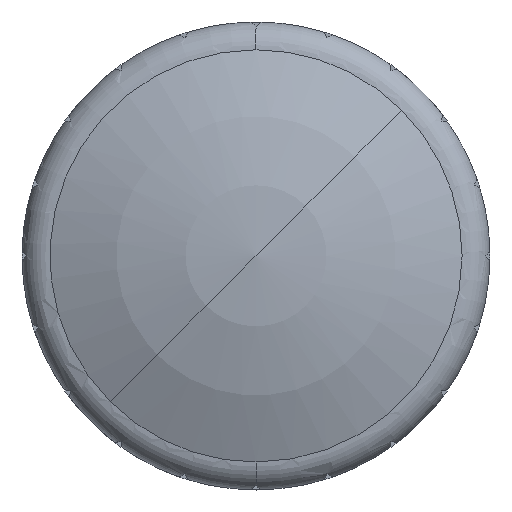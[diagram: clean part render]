
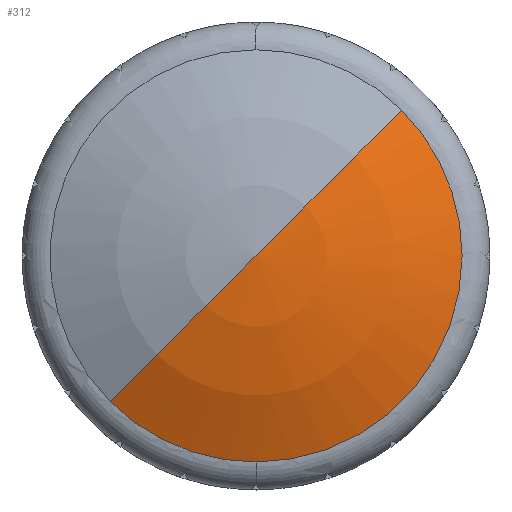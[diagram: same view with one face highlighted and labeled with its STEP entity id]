
A CAD part, top view. The second image highlights one B-rep face of the part: STEP entity #312.
In plain terms, the highlighted spherical face has radius 17.29 mm.
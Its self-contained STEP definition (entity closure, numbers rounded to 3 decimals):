
#312=ADVANCED_FACE('',(#651),#652,.T.);
#651=FACE_OUTER_BOUND('',#1021,.T.);
#652=SPHERICAL_SURFACE('',#1022,17.29);
#1021=EDGE_LOOP('',(#1914,#1915,#1916,#1917,#1918));
#1022=AXIS2_PLACEMENT_3D('',#1919,#1920,#1921);
#1914=ORIENTED_EDGE('',*,*,#2211,.T.);
#1915=ORIENTED_EDGE('',*,*,#2214,.T.);
#1916=ORIENTED_EDGE('',*,*,#2364,.T.);
#1917=ORIENTED_EDGE('',*,*,#2281,.T.);
#1918=ORIENTED_EDGE('',*,*,#2280,.T.);
#1919=CARTESIAN_POINT('',(0.0,0.0,1.71));
#1920=DIRECTION('',(0.0,0.0,1.0));
#1921=DIRECTION('',(0.707,0.707,0.0));
#2211=EDGE_CURVE('',#2633,#2634,#2635,.T.);
#2214=EDGE_CURVE('',#2634,#2638,#2640,.T.);
#2280=EDGE_CURVE('',#2764,#2633,#2765,.T.);
#2281=EDGE_CURVE('',#2766,#2764,#2767,.T.);
#2364=EDGE_CURVE('',#2638,#2766,#2900,.T.);
#2633=VERTEX_POINT('',#3251);
#2634=VERTEX_POINT('',#3252);
#2635=CIRCLE('',#3253,17.29);
#2638=VERTEX_POINT('',#3256);
#2640=CIRCLE('',#3258,17.29);
#2764=VERTEX_POINT('',#3406);
#2765=CIRCLE('',#3407,7.047);
#2766=VERTEX_POINT('',#3408);
#2767=CIRCLE('',#3409,7.047);
#2900=CIRCLE('',#4003,7.047);
#3251=CARTESIAN_POINT('',(4.983,4.983,17.499));
#3252=CARTESIAN_POINT('',(0.0,0.0,19.0));
#3253=AXIS2_PLACEMENT_3D('',#4714,#4715,#4716);
#3256=CARTESIAN_POINT('',(-4.983,-4.983,17.499));
#3258=AXIS2_PLACEMENT_3D('',#4723,#4724,#4725);
#3406=CARTESIAN_POINT('',(7.047,0.,17.499));
#3407=AXIS2_PLACEMENT_3D('',#4858,#4859,#4860);
#3408=CARTESIAN_POINT('',(0.,-7.047,17.499));
#3409=AXIS2_PLACEMENT_3D('',#4861,#4862,#4863);
#4003=AXIS2_PLACEMENT_3D('',#4936,#4937,#4938);
#4714=CARTESIAN_POINT('',(0.0,0.0,1.71));
#4715=DIRECTION('',(0.707,-0.707,0.0));
#4716=DIRECTION('',(0.0,0.0,1.0));
#4723=CARTESIAN_POINT('',(0.0,0.0,1.71));
#4724=DIRECTION('',(0.707,-0.707,0.0));
#4725=DIRECTION('',(0.0,0.0,1.0));
#4858=CARTESIAN_POINT('',(0.0,0.,17.499));
#4859=DIRECTION('',(0.0,0.,1.0));
#4860=DIRECTION('',(-1.0,0.0,-0.0));
#4861=CARTESIAN_POINT('',(0.0,0.,17.499));
#4862=DIRECTION('',(0.0,0.,1.0));
#4863=DIRECTION('',(-1.0,0.0,-0.0));
#4936=CARTESIAN_POINT('',(0.0,0.,17.499));
#4937=DIRECTION('',(0.0,0.,1.0));
#4938=DIRECTION('',(-1.0,0.0,-0.0));
